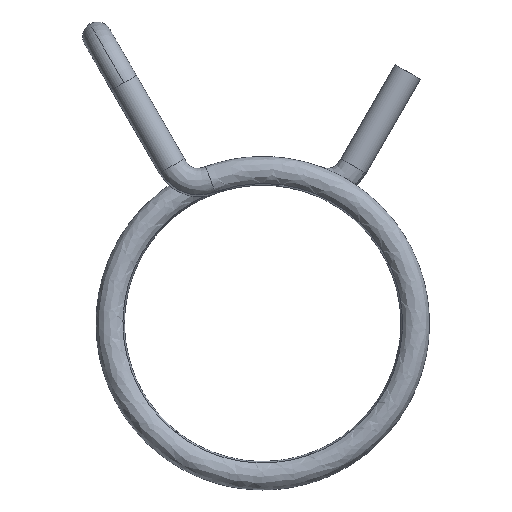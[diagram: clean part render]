
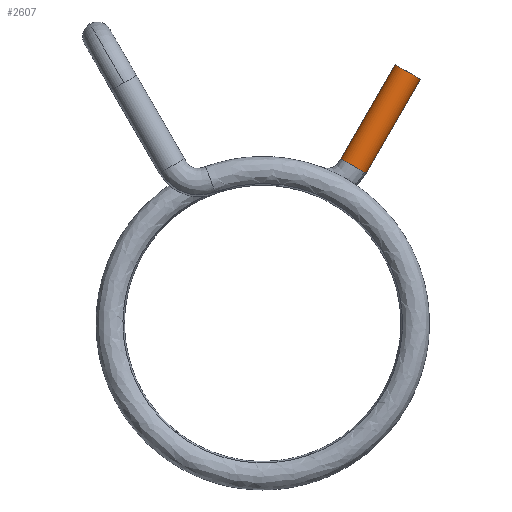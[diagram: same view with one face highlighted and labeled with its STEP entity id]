
A CAD part, top view. The second image highlights one B-rep face of the part: STEP entity #2607.
In plain terms, the highlighted cylindrical face has radius 1.1 mm (diameter 2.2 mm), a partial arc.
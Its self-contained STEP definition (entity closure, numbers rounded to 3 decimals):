
#24 = VERTEX_POINT ( 'NONE', #5975 ) ;
#237 = CARTESIAN_POINT ( 'NONE',  ( 6.882, 11.921, 1.15 ) ) ;
#288 = VERTEX_POINT ( 'NONE', #4212 ) ;
#758 = FACE_OUTER_BOUND ( 'NONE', #3539, .T. ) ;
#838 = AXIS2_PLACEMENT_3D ( 'NONE', #237, #4704, #4674 ) ;
#844 = EDGE_CURVE ( 'NONE', #1285, #24, #3819, .T. ) ;
#949 = CIRCLE ( 'NONE', #5113, 1.1 ) ;
#974 = CARTESIAN_POINT ( 'NONE',  ( 7.829, 11.374, 1.15 ) ) ;
#1051 = CARTESIAN_POINT ( 'NONE',  ( 7.835, 11.371, 1.15 ) ) ;
#1059 = VECTOR ( 'NONE', #5445, 1000. ) ;
#1240 = CARTESIAN_POINT ( 'NONE',  ( 6.882, 11.921, 1.15 ) ) ;
#1279 = DIRECTION ( 'NONE',  ( 0.5, 0.866, 0. ) ) ;
#1285 = VERTEX_POINT ( 'NONE', #5316 ) ;
#1336 = ORIENTED_EDGE ( 'NONE', *, *, #5783, .F. ) ;
#1453 = DIRECTION ( 'NONE',  ( -0.74, 0.427, -0.519 ) ) ;
#1500 = LINE ( 'NONE', #1051, #1059 ) ;
#1632 = EDGE_CURVE ( 'NONE', #1285, #288, #6791, .T. ) ;
#1801 = ORIENTED_EDGE ( 'NONE', *, *, #6501, .T. ) ;
#2344 = EDGE_CURVE ( 'NONE', #3536, #4835, #1500, .T. ) ;
#2489 = CYLINDRICAL_SURFACE ( 'NONE', #838, 1.1 ) ;
#2607 = ADVANCED_FACE ( 'NONE', ( #758 ), #2489, .T. ) ;
#2710 = DIRECTION ( 'NONE',  ( -0.74, 0.427, -0.519 ) ) ;
#2717 = ORIENTED_EDGE ( 'NONE', *, *, #2344, .T. ) ;
#3251 = CIRCLE ( 'NONE', #3591, 1.1 ) ;
#3536 = VERTEX_POINT ( 'NONE', #974 ) ;
#3539 = EDGE_LOOP ( 'NONE', ( #1801, #2717, #1336, #5515, #3646 ) ) ;
#3591 = AXIS2_PLACEMENT_3D ( 'NONE', #4243, #4738, #1453 ) ;
#3646 = ORIENTED_EDGE ( 'NONE', *, *, #844, .T. ) ;
#3819 = CIRCLE ( 'NONE', #3931, 1.1 ) ;
#3931 = AXIS2_PLACEMENT_3D ( 'NONE', #1240, #1279, #2710 ) ;
#4095 = CARTESIAN_POINT ( 'NONE',  ( 6.882, 11.921, 1.15 ) ) ;
#4212 = CARTESIAN_POINT ( 'NONE',  ( 10.047, 19.603, 1.15 ) ) ;
#4243 = CARTESIAN_POINT ( 'NONE',  ( 11., 19.053, 1.15 ) ) ;
#4287 = DIRECTION ( 'NONE',  ( 0.5, 0.866, 0. ) ) ;
#4558 = DIRECTION ( 'NONE',  ( 0.5, 0.866, 0. ) ) ;
#4674 = DIRECTION ( 'NONE',  ( -0.866, 0.5, 0. ) ) ;
#4704 = DIRECTION ( 'NONE',  ( 0.5, 0.866, 0. ) ) ;
#4738 = DIRECTION ( 'NONE',  ( 0.5, 0.866, 0. ) ) ;
#4835 = VERTEX_POINT ( 'NONE', #7087 ) ;
#5113 = AXIS2_PLACEMENT_3D ( 'NONE', #4095, #4558, #6297 ) ;
#5316 = CARTESIAN_POINT ( 'NONE',  ( 5.936, 12.467, 1.15 ) ) ;
#5445 = DIRECTION ( 'NONE',  ( 0.5, 0.866, 0. ) ) ;
#5515 = ORIENTED_EDGE ( 'NONE', *, *, #1632, .F. ) ;
#5783 = EDGE_CURVE ( 'NONE', #288, #4835, #3251, .T. ) ;
#5975 = CARTESIAN_POINT ( 'NONE',  ( 7.697, 11.45, 1.721 ) ) ;
#6297 = DIRECTION ( 'NONE',  ( -0.74, 0.427, -0.519 ) ) ;
#6501 = EDGE_CURVE ( 'NONE', #24, #3536, #949, .T. ) ;
#6726 = VECTOR ( 'NONE', #4287, 1000. ) ;
#6791 = LINE ( 'NONE', #6968, #6726 ) ;
#6968 = CARTESIAN_POINT ( 'NONE',  ( 5.93, 12.471, 1.15 ) ) ;
#7087 = CARTESIAN_POINT ( 'NONE',  ( 11.953, 18.503, 1.15 ) ) ;
